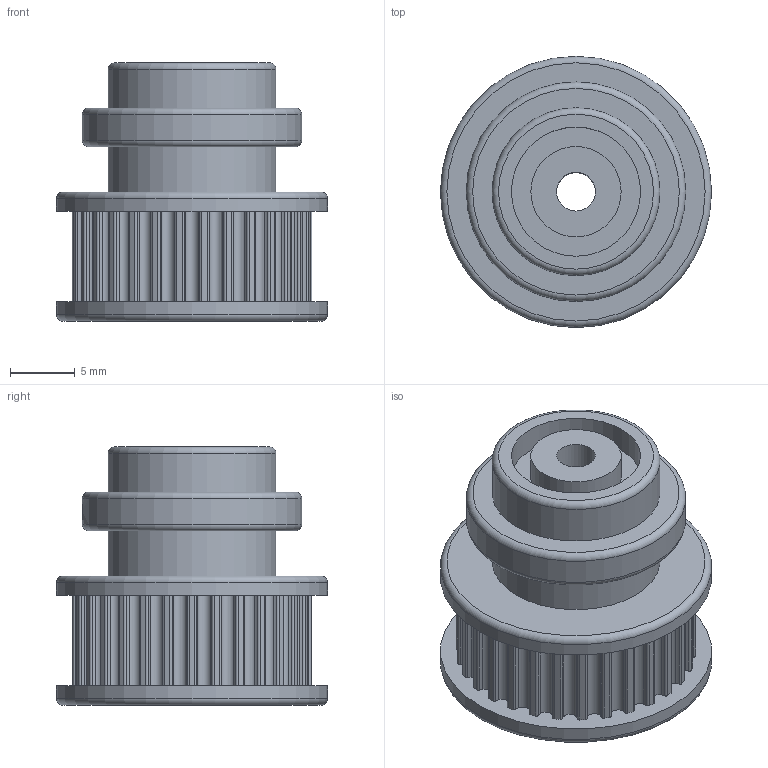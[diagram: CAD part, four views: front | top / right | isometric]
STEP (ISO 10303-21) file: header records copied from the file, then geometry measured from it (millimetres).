
FILE_DESCRIPTION(/* description */ ('STEP AP242','CAx-IF Rec.Pracs.---Representation and Presentation of Product Manufacturing Information (PMI)---4.0---2014-10-13','CAx-IF Rec.Pracs.---3D Tessellated Geometry---0.4---2014-09-14','2;1'),/* implementation_level */ '2;1');
FILE_NAME(/* name */ '680a933a29546f52f4be5dd6',/* time_stamp */ '2025-04-24T19:38:36Z',/* author */ (''),/* organization */ (''),/* preprocessor_version */ 'ST-DEVELOPER v20',/* originating_system */ 'ONSHAPE BY PTC INC, 1.196',/* authorisation */ ' ');
FILE_SCHEMA (('AP242_MANAGED_MODEL_BASED_3D_ENGINEERING_MIM_LF { 1 0 10303 442 1 1 4 }'));
Length unit declared in the file: metre
Products named in the file (1): HUB
Bounding box: 21 x 21 x 20 mm (x, y, z)
Volume: 3318.4 mm3; surface area: 2959.6 mm2
Topology: 1 solids, 1 shells, 207 faces, 585 edges, 389 vertices
Faces by surface type: cylinder 191, plane 11, torus 5
Full cylindrical faces by diameter (mm): 1.6 x1, 3 x1, 7 x2, 10 x1, 13 x2, 15 x1, 17 x1, 21 x2
Entity records: 6888 total; most frequent: DIRECTION 1366, CARTESIAN_POINT 1182, ORIENTED_EDGE 1134, AXIS2_PLACEMENT_3D 593, EDGE_CURVE 567, VERTEX_POINT 387, CIRCLE 385, EDGE_LOOP 236
